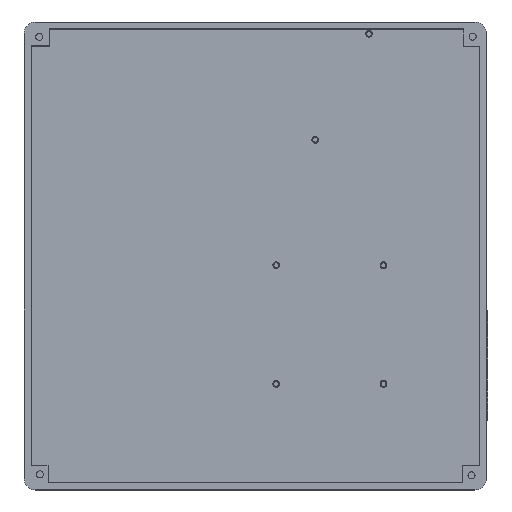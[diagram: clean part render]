
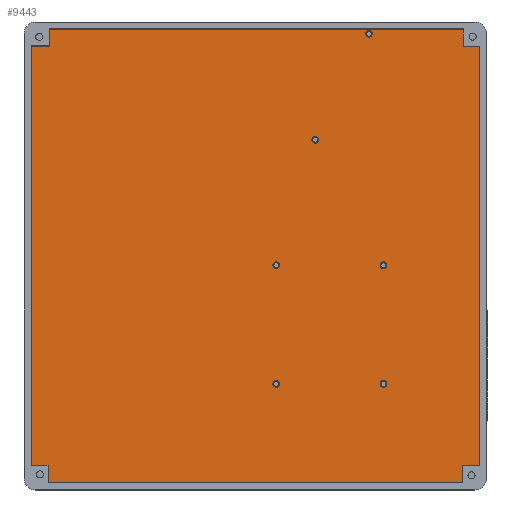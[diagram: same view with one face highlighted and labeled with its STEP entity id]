
A CAD part, top view. The second image highlights one B-rep face of the part: STEP entity #9443.
In plain terms, the highlighted planar face has unit normal (0, 0, 1).
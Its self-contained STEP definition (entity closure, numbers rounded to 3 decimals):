
#399=CIRCLE('',#9903,1.5);
#400=CIRCLE('',#9904,1.5);
#401=CIRCLE('',#9905,1.5);
#402=CIRCLE('',#9906,1.5);
#403=CIRCLE('',#9907,1.5);
#404=CIRCLE('',#9908,1.5);
#602=FACE_BOUND('',#1700,.T.);
#603=FACE_BOUND('',#1701,.T.);
#604=FACE_BOUND('',#1702,.T.);
#605=FACE_BOUND('',#1703,.T.);
#606=FACE_BOUND('',#1704,.T.);
#607=FACE_BOUND('',#1705,.T.);
#1150=FACE_OUTER_BOUND('',#1699,.T.);
#1699=EDGE_LOOP('',(#6946,#6947,#6948,#6949));
#1700=EDGE_LOOP('',(#6950));
#1701=EDGE_LOOP('',(#6951));
#1702=EDGE_LOOP('',(#6952));
#1703=EDGE_LOOP('',(#6953));
#1704=EDGE_LOOP('',(#6954));
#1705=EDGE_LOOP('',(#6955));
#2359=LINE('',#14320,#3186);
#2360=LINE('',#14322,#3187);
#2361=LINE('',#14324,#3188);
#2362=LINE('',#14325,#3189);
#3186=VECTOR('',#10638,10.);
#3187=VECTOR('',#10639,10.);
#3188=VECTOR('',#10640,10.);
#3189=VECTOR('',#10641,10.);
#4101=VERTEX_POINT('',#14318);
#4102=VERTEX_POINT('',#14319);
#4103=VERTEX_POINT('',#14321);
#4104=VERTEX_POINT('',#14323);
#4105=VERTEX_POINT('',#14326);
#4106=VERTEX_POINT('',#14328);
#4107=VERTEX_POINT('',#14330);
#4108=VERTEX_POINT('',#14332);
#4109=VERTEX_POINT('',#14334);
#4110=VERTEX_POINT('',#14336);
#5170=EDGE_CURVE('',#4101,#4102,#2359,.T.);
#5171=EDGE_CURVE('',#4103,#4101,#2360,.T.);
#5172=EDGE_CURVE('',#4104,#4103,#2361,.T.);
#5173=EDGE_CURVE('',#4102,#4104,#2362,.T.);
#5174=EDGE_CURVE('',#4105,#4105,#399,.T.);
#5175=EDGE_CURVE('',#4106,#4106,#400,.T.);
#5176=EDGE_CURVE('',#4107,#4107,#401,.T.);
#5177=EDGE_CURVE('',#4108,#4108,#402,.T.);
#5178=EDGE_CURVE('',#4109,#4109,#403,.T.);
#5179=EDGE_CURVE('',#4110,#4110,#404,.T.);
#6946=ORIENTED_EDGE('',*,*,#5170,.F.);
#6947=ORIENTED_EDGE('',*,*,#5171,.F.);
#6948=ORIENTED_EDGE('',*,*,#5172,.F.);
#6949=ORIENTED_EDGE('',*,*,#5173,.F.);
#6950=ORIENTED_EDGE('',*,*,#5174,.T.);
#6951=ORIENTED_EDGE('',*,*,#5175,.T.);
#6952=ORIENTED_EDGE('',*,*,#5176,.T.);
#6953=ORIENTED_EDGE('',*,*,#5177,.T.);
#6954=ORIENTED_EDGE('',*,*,#5178,.T.);
#6955=ORIENTED_EDGE('',*,*,#5179,.T.);
#9110=PLANE('',#9902);
#9443=ADVANCED_FACE('',(#1150,#602,#603,#604,#605,#606,#607),#9110,.F.);
#9902=AXIS2_PLACEMENT_3D('',#14317,#10636,#10637);
#9903=AXIS2_PLACEMENT_3D('',#14327,#10642,#10643);
#9904=AXIS2_PLACEMENT_3D('',#14329,#10644,#10645);
#9905=AXIS2_PLACEMENT_3D('',#14331,#10646,#10647);
#9906=AXIS2_PLACEMENT_3D('',#14333,#10648,#10649);
#9907=AXIS2_PLACEMENT_3D('',#14335,#10650,#10651);
#9908=AXIS2_PLACEMENT_3D('',#14337,#10652,#10653);
#10636=DIRECTION('center_axis',(0.,0.,-1.));
#10637=DIRECTION('ref_axis',(-1.,0.,0.));
#10638=DIRECTION('',(0.,1.,0.));
#10639=DIRECTION('',(-1.,0.,0.));
#10640=DIRECTION('',(0.,-1.,0.));
#10641=DIRECTION('',(1.,0.,0.));
#10642=DIRECTION('center_axis',(0.,0.,-1.));
#10643=DIRECTION('ref_axis',(-1.,0.,0.));
#10644=DIRECTION('center_axis',(0.,0.,-1.));
#10645=DIRECTION('ref_axis',(-1.,0.,0.));
#10646=DIRECTION('center_axis',(0.,0.,-1.));
#10647=DIRECTION('ref_axis',(-1.,0.,0.));
#10648=DIRECTION('center_axis',(0.,0.,-1.));
#10649=DIRECTION('ref_axis',(-1.,0.,0.));
#10650=DIRECTION('center_axis',(0.,0.,-1.));
#10651=DIRECTION('ref_axis',(-1.,0.,0.));
#10652=DIRECTION('center_axis',(0.,0.,-1.));
#10653=DIRECTION('ref_axis',(-1.,0.,0.));
#14317=CARTESIAN_POINT('Origin',(37.338,100.,-2.));
#14318=CARTESIAN_POINT('',(-60.915,0.5,-2.));
#14319=CARTESIAN_POINT('',(-60.915,199.5,-2.));
#14320=CARTESIAN_POINT('',(-60.915,48.75,-2.));
#14321=CARTESIAN_POINT('',(135.592,0.5,-2.));
#14322=CARTESIAN_POINT('',(87.965,0.5,-2.));
#14323=CARTESIAN_POINT('',(135.592,199.5,-2.));
#14324=CARTESIAN_POINT('',(135.592,151.25,-2.));
#14325=CARTESIAN_POINT('',(-13.288,199.5,-2.));
#14326=CARTESIAN_POINT('',(95.,95.979,-2.));
#14327=CARTESIAN_POINT('Origin',(93.5,95.979,-2.));
#14328=CARTESIAN_POINT('',(88.664,197.477,-2.));
#14329=CARTESIAN_POINT('Origin',(87.164,197.477,-2.));
#14330=CARTESIAN_POINT('',(48.,95.979,-2.));
#14331=CARTESIAN_POINT('Origin',(46.5,95.979,-2.));
#14332=CARTESIAN_POINT('',(65.114,150.977,-2.));
#14333=CARTESIAN_POINT('Origin',(63.614,150.977,-2.));
#14334=CARTESIAN_POINT('',(48.,43.979,-2.));
#14335=CARTESIAN_POINT('Origin',(46.5,43.979,-2.));
#14336=CARTESIAN_POINT('',(95.,43.979,-2.));
#14337=CARTESIAN_POINT('Origin',(93.5,43.979,-2.));
